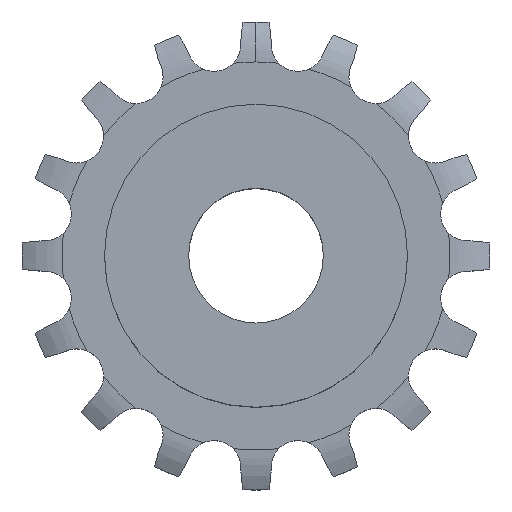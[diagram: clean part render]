
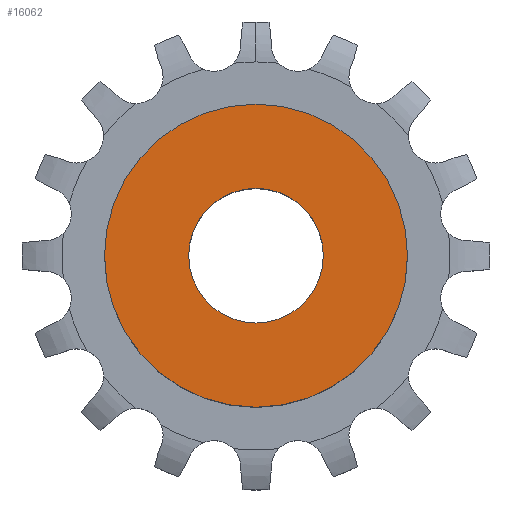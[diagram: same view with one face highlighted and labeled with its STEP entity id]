
A CAD part, top view. The second image highlights one B-rep face of the part: STEP entity #16062.
In plain terms, the highlighted planar face has unit normal (0, 0, 1).
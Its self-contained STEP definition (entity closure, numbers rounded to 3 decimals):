
#2704 = CYLINDRICAL_SURFACE('',#2705,4.);
#2705 = AXIS2_PLACEMENT_3D('',#2706,#2707,#2708);
#2706 = CARTESIAN_POINT('',(0.,0.,5000.));
#2707 = DIRECTION('',(0.,0.,1.));
#2708 = DIRECTION('',(1.,0.,-0.));
#4810 = CYLINDRICAL_SURFACE('',#4811,9.);
#4811 = AXIS2_PLACEMENT_3D('',#4812,#4813,#4814);
#4812 = CARTESIAN_POINT('',(0.,0.,0.));
#4813 = DIRECTION('',(-0.,-0.,-1.));
#4814 = DIRECTION('',(1.,0.,0.));
#13076 = EDGE_CURVE('',#13077,#13077,#13079,.T.);
#13077 = VERTEX_POINT('',#13078);
#13078 = CARTESIAN_POINT('',(4.,0.,11.85));
#13079 = SURFACE_CURVE('',#13080,(#13085,#13092),.PCURVE_S1.);
#13080 = CIRCLE('',#13081,4.);
#13081 = AXIS2_PLACEMENT_3D('',#13082,#13083,#13084);
#13082 = CARTESIAN_POINT('',(0.,0.,11.85));
#13083 = DIRECTION('',(0.,0.,1.));
#13084 = DIRECTION('',(1.,0.,-0.));
#13085 = PCURVE('',#2704,#13086);
#13086 = DEFINITIONAL_REPRESENTATION('',(#13087),#13091);
#13087 = LINE('',#13088,#13089);
#13088 = CARTESIAN_POINT('',(0.,-4988.15));
#13089 = VECTOR('',#13090,1.);
#13090 = DIRECTION('',(1.,0.));
#13091 = ( GEOMETRIC_REPRESENTATION_CONTEXT(2) 
PARAMETRIC_REPRESENTATION_CONTEXT() REPRESENTATION_CONTEXT('2D SPACE',''
  ) );
#13092 = PCURVE('',#13093,#13098);
#13093 = PLANE('',#13094);
#13094 = AXIS2_PLACEMENT_3D('',#13095,#13096,#13097);
#13095 = CARTESIAN_POINT('',(0.,0.,11.85));
#13096 = DIRECTION('',(0.,0.,1.));
#13097 = DIRECTION('',(0.,-1.,0.));
#13098 = DEFINITIONAL_REPRESENTATION('',(#13099),#13103);
#13099 = CIRCLE('',#13100,4.);
#13100 = AXIS2_PLACEMENT_2D('',#13101,#13102);
#13101 = CARTESIAN_POINT('',(0.,0.));
#13102 = DIRECTION('',(0.,1.));
#13103 = ( GEOMETRIC_REPRESENTATION_CONTEXT(2) 
PARAMETRIC_REPRESENTATION_CONTEXT() REPRESENTATION_CONTEXT('2D SPACE',''
  ) );
#15040 = VERTEX_POINT('',#15041);
#15041 = CARTESIAN_POINT('',(9.,0.,11.85));
#15062 = EDGE_CURVE('',#15040,#15040,#15063,.T.);
#15063 = SURFACE_CURVE('',#15064,(#15069,#15076),.PCURVE_S1.);
#15064 = CIRCLE('',#15065,9.);
#15065 = AXIS2_PLACEMENT_3D('',#15066,#15067,#15068);
#15066 = CARTESIAN_POINT('',(0.,0.,11.85));
#15067 = DIRECTION('',(0.,0.,1.));
#15068 = DIRECTION('',(1.,0.,0.));
#15069 = PCURVE('',#4810,#15070);
#15070 = DEFINITIONAL_REPRESENTATION('',(#15071),#15075);
#15071 = LINE('',#15072,#15073);
#15072 = CARTESIAN_POINT('',(-0.,-11.85));
#15073 = VECTOR('',#15074,1.);
#15074 = DIRECTION('',(-1.,0.));
#15075 = ( GEOMETRIC_REPRESENTATION_CONTEXT(2) 
PARAMETRIC_REPRESENTATION_CONTEXT() REPRESENTATION_CONTEXT('2D SPACE',''
  ) );
#15076 = PCURVE('',#13093,#15077);
#15077 = DEFINITIONAL_REPRESENTATION('',(#15078),#15082);
#15078 = CIRCLE('',#15079,9.);
#15079 = AXIS2_PLACEMENT_2D('',#15080,#15081);
#15080 = CARTESIAN_POINT('',(0.,0.));
#15081 = DIRECTION('',(0.,1.));
#15082 = ( GEOMETRIC_REPRESENTATION_CONTEXT(2) 
PARAMETRIC_REPRESENTATION_CONTEXT() REPRESENTATION_CONTEXT('2D SPACE',''
  ) );
#16062 = ADVANCED_FACE('',(#16063,#16066),#13093,.T.);
#16063 = FACE_BOUND('',#16064,.T.);
#16064 = EDGE_LOOP('',(#16065));
#16065 = ORIENTED_EDGE('',*,*,#15062,.T.);
#16066 = FACE_BOUND('',#16067,.T.);
#16067 = EDGE_LOOP('',(#16068));
#16068 = ORIENTED_EDGE('',*,*,#13076,.F.);
